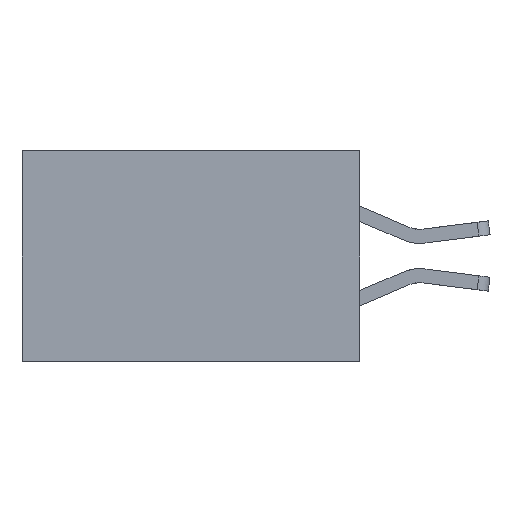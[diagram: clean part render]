
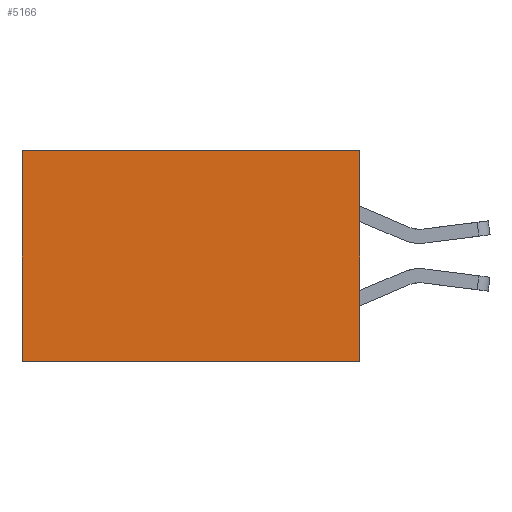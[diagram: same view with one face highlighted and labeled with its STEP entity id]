
A CAD part, left-side view. The second image highlights one B-rep face of the part: STEP entity #5166.
In plain terms, the highlighted planar face has unit normal (-1, 0, 0).
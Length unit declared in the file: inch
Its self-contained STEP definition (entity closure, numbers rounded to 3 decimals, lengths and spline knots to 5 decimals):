
#169 = EDGE_CURVE ( 'NONE', #4277, #4679, #4458, .T. ) ;
#237 = PLANE ( 'NONE',  #6467 ) ;
#270 = DIRECTION ( 'NONE',  ( 1., 0., 0. ) ) ;
#551 = DIRECTION ( 'NONE',  ( 0., 0., -1. ) ) ;
#2267 = ORIENTED_EDGE ( 'NONE', *, *, #5369, .F. ) ;
#2321 = VERTEX_POINT ( 'NONE', #4139 ) ;
#3088 = ORIENTED_EDGE ( 'NONE', *, *, #7191, .T. ) ;
#3099 = CARTESIAN_POINT ( 'NONE',  ( 0.2875, 0., -0.375 ) ) ;
#3532 = VECTOR ( 'NONE', #6440, 39.37008 ) ;
#3543 = LINE ( 'NONE', #3834, #3836 ) ;
#3586 = CARTESIAN_POINT ( 'NONE',  ( 0.2875, 0., 0. ) ) ;
#3834 = CARTESIAN_POINT ( 'NONE',  ( 0.2875, 0.6, -0.375 ) ) ;
#3836 = VECTOR ( 'NONE', #6439, 39.37008 ) ;
#4139 = CARTESIAN_POINT ( 'NONE',  ( 0.2875, 0., -0.375 ) ) ;
#4277 = VERTEX_POINT ( 'NONE', #3586 ) ;
#4458 = LINE ( 'NONE', #6022, #5822 ) ;
#4679 = VERTEX_POINT ( 'NONE', #8318 ) ;
#5166 = ADVANCED_FACE ( 'NONE', ( #6922 ), #237, .F. ) ;
#5312 = VERTEX_POINT ( 'NONE', #5641 ) ;
#5369 = EDGE_CURVE ( 'NONE', #4277, #2321, #8520, .T. ) ;
#5516 = DIRECTION ( 'NONE',  ( 0., 0., -1. ) ) ;
#5641 = CARTESIAN_POINT ( 'NONE',  ( 0.2875, 0.6, -0.375 ) ) ;
#5654 = VECTOR ( 'NONE', #551, 39.37008 ) ;
#5682 = ORIENTED_EDGE ( 'NONE', *, *, #7854, .F. ) ;
#5822 = VECTOR ( 'NONE', #7211, 39.37008 ) ;
#6022 = CARTESIAN_POINT ( 'NONE',  ( 0.2875, 0., 0. ) ) ;
#6382 = CARTESIAN_POINT ( 'NONE',  ( 0.2875, 0., -0.375 ) ) ;
#6439 = DIRECTION ( 'NONE',  ( 0., 0., -1. ) ) ;
#6440 = DIRECTION ( 'NONE',  ( 0., 1., 0. ) ) ;
#6467 = AXIS2_PLACEMENT_3D ( 'NONE', #8218, #270, #5516 ) ;
#6747 = ORIENTED_EDGE ( 'NONE', *, *, #169, .T. ) ;
#6922 = FACE_OUTER_BOUND ( 'NONE', #8539, .T. ) ;
#7191 = EDGE_CURVE ( 'NONE', #4679, #5312, #3543, .T. ) ;
#7211 = DIRECTION ( 'NONE',  ( 0., 1., 0. ) ) ;
#7271 = LINE ( 'NONE', #6382, #3532 ) ;
#7854 = EDGE_CURVE ( 'NONE', #2321, #5312, #7271, .T. ) ;
#8218 = CARTESIAN_POINT ( 'NONE',  ( 0.2875, 0., -0.375 ) ) ;
#8318 = CARTESIAN_POINT ( 'NONE',  ( 0.2875, 0.6, 0. ) ) ;
#8520 = LINE ( 'NONE', #3099, #5654 ) ;
#8539 = EDGE_LOOP ( 'NONE', ( #3088, #5682, #2267, #6747 ) ) ;
